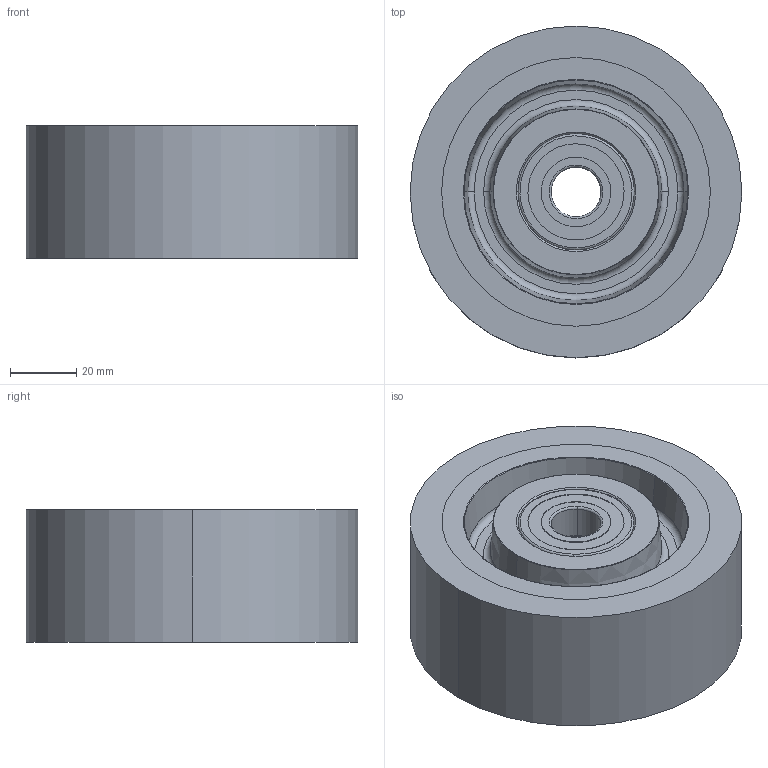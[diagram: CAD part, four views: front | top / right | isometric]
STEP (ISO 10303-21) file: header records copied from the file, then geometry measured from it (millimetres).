
FILE_DESCRIPTION (( 'STEP AP214' ), '1' );
FILE_NAME ('0033355.step', '2022-03-25T11:33:33', ( '' ), ( '' ), 'SwSTEP 2.0', 'SolidWorks 2020', '' );
FILE_SCHEMA (( 'AUTOMOTIVE_DESIGN' ));
Length unit declared in the file: millimetre
Products named in the file (1): 0033355
Bounding box: 100 x 100 x 40 mm (x, y, z)
Volume: 267287.6 mm3; surface area: 75760.3 mm2
Topology: 13 solids, 13 shells, 156 faces, 312 edges, 184 vertices
Faces by surface type: cylinder 56, torus 48, plane 28, cone 24
Entity records: 6002 total; most frequent: DIRECTION 858, CARTESIAN_POINT 653, ORIENTED_EDGE 624, AXIS2_PLACEMENT_3D 389, EDGE_CURVE 312, CIRCLE 232, VERTEX_POINT 184, EDGE_LOOP 184
